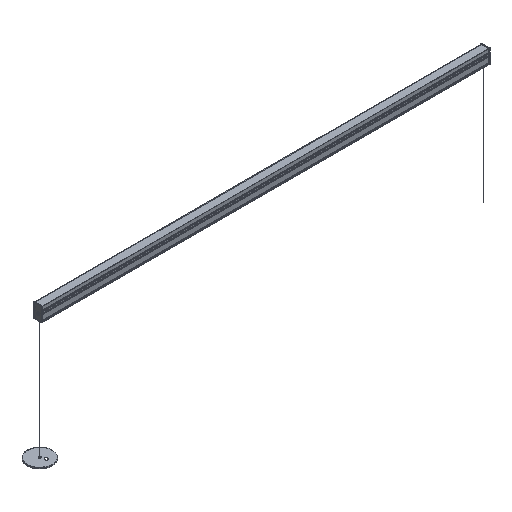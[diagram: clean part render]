
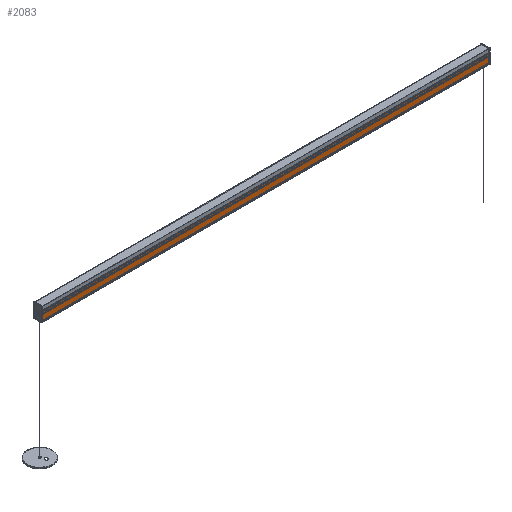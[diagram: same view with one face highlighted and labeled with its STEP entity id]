
A CAD part, isometric view. The second image highlights one B-rep face of the part: STEP entity #2083.
In plain terms, the highlighted planar face has unit normal (0, -1, 0).
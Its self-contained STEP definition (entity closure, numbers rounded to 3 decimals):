
#442=LINE('',#11873,#973);
#443=LINE('',#11876,#974);
#444=LINE('',#11878,#975);
#445=LINE('',#11880,#976);
#973=VECTOR('',#9534,1.);
#974=VECTOR('',#9535,1.);
#975=VECTOR('',#9536,1.);
#976=VECTOR('',#9537,1.);
#1539=PLANE('',#8435);
#1684=FACE_OUTER_BOUND('',#3123,.T.);
#2083=ADVANCED_FACE('',(#1684),#1539,.F.);
#3123=EDGE_LOOP('',(#3831,#3832,#3833,#3834));
#3831=ORIENTED_EDGE('',*,*,#6823,.F.);
#3832=ORIENTED_EDGE('',*,*,#6824,.T.);
#3833=ORIENTED_EDGE('',*,*,#6825,.T.);
#3834=ORIENTED_EDGE('',*,*,#6826,.F.);
#6055=VERTEX_POINT('',#11874);
#6056=VERTEX_POINT('',#11875);
#6057=VERTEX_POINT('',#11877);
#6058=VERTEX_POINT('',#11879);
#6823=EDGE_CURVE('',#6055,#6056,#442,.T.);
#6824=EDGE_CURVE('',#6055,#6057,#443,.T.);
#6825=EDGE_CURVE('',#6057,#6058,#444,.T.);
#6826=EDGE_CURVE('',#6056,#6058,#445,.T.);
#8435=AXIS2_PLACEMENT_3D('',#11881,#9538,#9539);
#9534=DIRECTION('',(0.,0.,-1.));
#9535=DIRECTION('',(-1.,0.,0.));
#9536=DIRECTION('',(0.,0.,-1.));
#9537=DIRECTION('',(-1.,0.,0.));
#9538=DIRECTION('',(0.,1.,0.));
#9539=DIRECTION('',(0.,0.,1.));
#11873=CARTESIAN_POINT('',(2259.,-19.685,13.02));
#11874=CARTESIAN_POINT('',(2259.,-19.685,13.02));
#11875=CARTESIAN_POINT('',(2259.,-19.685,-36.644));
#11876=CARTESIAN_POINT('',(3810.,-19.685,13.02));
#11877=CARTESIAN_POINT('',(0.,-19.685,13.02));
#11878=CARTESIAN_POINT('',(0.,-19.685,13.02));
#11879=CARTESIAN_POINT('',(0.,-19.685,-36.644));
#11880=CARTESIAN_POINT('',(3810.,-19.685,-36.644));
#11881=CARTESIAN_POINT('',(3810.,-19.685,13.02));
